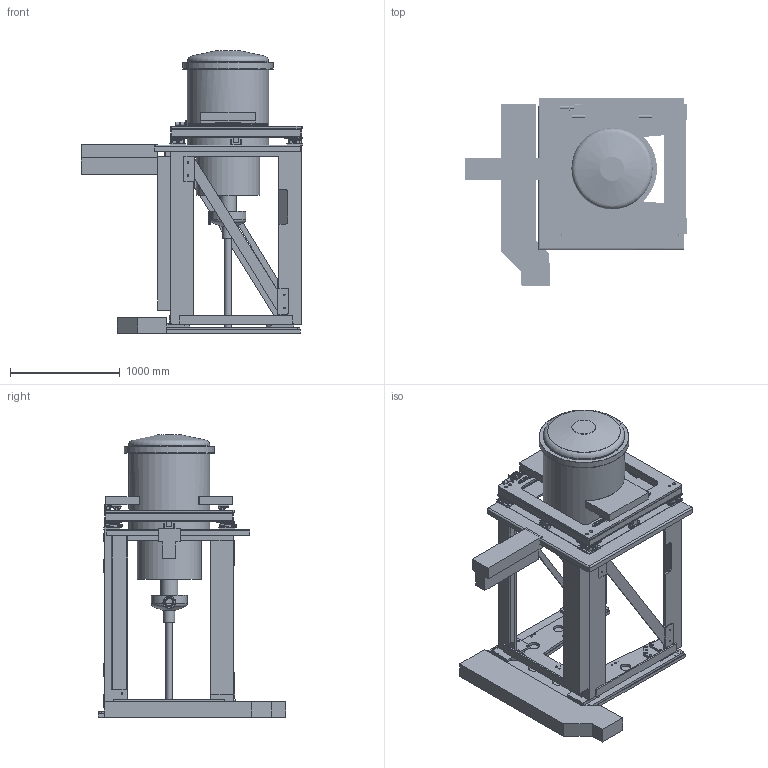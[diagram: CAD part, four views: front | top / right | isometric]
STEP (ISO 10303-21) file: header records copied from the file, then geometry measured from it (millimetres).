
FILE_DESCRIPTION(/* description */ (''),/* implementation_level */ '2;1');
FILE_NAME(/* name */ 'Hector_Full_Simpl.stp',/* time_stamp */ '2017-11-30T12:33:45+01:00',/* author */ (''),/* organization */ (''),/* preprocessor_version */ 'ST-DEVELOPER v16',/* originating_system */ 'SIEMENS PLM Software NX 10.0',/* authorisation */ '');
FILE_SCHEMA (('AUTOMOTIVE_DESIGN { 1 0 10303 214 3 1 1 1 }'));
Products named in the file (80): BL-DI-ABPM-AA08b_1; BL-DI-ABPM-AA08a_1; BL-DI-ABPM-AB02A_1; BL-DI-ABPM-AB02B_1; BL-DI-ABPM-AA06q_2; BL-DI-ABPM-AA06j_2; BL-DI-ABPM-AA06i_2; BL-DI-ABPM-AA06h_2; BL-DI-ABPM-AA06g_2; BL-DI-ABPM-AA06f_2; BL-DI-ABPM-AA06e_2; BL-DI-ABPM-AA06d_2; BL-DI-ABPM-AA06c_2; BL-DI-ABPM-AA06b_2; BL-DI-ABPM-AA06x_2; BL-DI-ABPM-AA06p_2; BL-DI-ABPM-AA06o_2; BL-DI-ABPM-AA06n_2; BL-DI-ABPM-AA06m_2; BL-DI-ABPM-AA06k_2; BL-DI-ABPM-AA06l_2; BL-DI-ABPM-AA06a_2; BL-DI-ABPM-AA06t_2; BL-DI-ABPM-AA06s_2; BL-DI-ABPM-AA06r_2; BL-DI-ABPM-AA06v_2; BL-DI-ABPM-AA06u_2; BL-DI-ABPM-AA06w_2; BL13-ME-BCEM-LA03_1; BL-DI-ABPM-LA02_2; BL-DI-ABPM-AA08_3; BL-DI-ABPM-AA07_3; BL13-ME-BCEM-LA04_1; 011790_1; BL-DI-ABPM-AB05_5; BL13-ME-BCEM-BAAB3_9; BL13-ME-BCEM-BAAB6_2; BL-DI-ABPM-AB04_5; Pin D4x16_2; DIN912_M2_5x8_2 ...
Assembly tree (110 placements, depth 8):
  Hector_Simpl
    BL29-ME-HSDD-A001_A
    BL29-CE-TRAY-0002_A
    BL29-ME-XMCD-EA01_A  x4
    BL29-ME-XMCD-EA03_A
    BL29-ME-XMCD-EA02_A
    BL29-ME-XMCD-A000_8
      CF114-70T_1
    BL29-ME-XMCD-E000_15
      BL29-ME-XMCD-EA00_1
        ass xmcd_4
        tirante 3_2
        tirante 5_2
        tirante 4_2
        xmcd_4
      BL29-ME-XMCD-EB00_9
        BL29_XMCD_adjusting_part_1_3  x4
        AIRLOC-2120KSKC_2  x4
        BL29_XMCD_SLIDES_ASM_3_8
          LM guide HSR_HSR25 HAM 2+600L_HSR25 HAM_THK_BA5F5_29DB826_5  x2
            00001392_1224040790_0003_1_1
            00001392_1224040790_0003_1 Duplicate12_1
            00001392_1224040790_0003_1 Duplicate13_1
            00001392_1224040790_0003_2
          BL-DI-ABPM-LA00_11
            LAB-OP-FAEQ-A2024_2
            011769_2  x2
            011770_2  x6
            BL-DI-ABPM-AA05_4
            BL13-ME-BCEM-BAAB_21
              BL-DI-ABPM-AB04_5
              BL-DI-ABPM-AA06_4  x2
                BL-DI-ABPM-AA06w_2
                BL-DI-ABPM-AA06u_2
                BL-DI-ABPM-AA06v_2
                BL-DI-ABPM-AA06r_2
                BL-DI-ABPM-AA06s_2
                BL-DI-ABPM-AA06t_2
                BL-DI-ABPM-AA06a_2
                BL-DI-ABPM-AA06l_2
                BL-DI-ABPM-AA06k_2
                BL-DI-ABPM-AA06m_2
                BL-DI-ABPM-AA06n_2
                BL-DI-ABPM-AA06o_2
                BL-DI-ABPM-AA06p_2
                BL-DI-ABPM-AA06x_2
                BL-DI-ABPM-AA06b_2
                BL-DI-ABPM-AA06c_2
                BL-DI-ABPM-AA06d_2
                BL-DI-ABPM-AA06e_2
                BL-DI-ABPM-AA06f_2
                BL-DI-ABPM-AA06g_2
                BL-DI-ABPM-AA06h_2
                BL-DI-ABPM-AA06i_2
                BL-DI-ABPM-AA06j_2
                BL-DI-ABPM-AA06q_2
              BL13-ME-BCEM-BAAB6_2  x4
              BL13-ME-BCEM-BAAB3_9
              BL-DI-ABPM-AB05_5
              011790_1  x4
Bounding box: 2014.3 x 1705 x 2570.34 mm (x, y, z)
Volume: 400882158.7 mm3; surface area: 36979998.6 mm2
Topology: 130 solids, 139 shells, 4021 faces, 10398 edges, 6703 vertices
Faces by surface type: plane 1929, cylinder 1290, cone 505, torus 179, sphere 96, bspline 22
Full cylindrical faces by diameter (mm): 2 x1, 2.3 x16, 2.5 x16, 3 x8, 3.3 x2, 3.4 x16, 3.5 x20, 4 x12, 4.2 x6, 4.5 x6, 5 x24, 5.05 x6, 5.19 x8, 5.5 x10, 6 x27, 6.5 x16, 6.8 x32, 7 x60, 8 x13, 8.5 x30, 9 x23, 10 x6, 10.2 x18, 10.5 x2, 11 x52, 12 x4, 13 x12, 14 x65, 16 x3, 17 x11
Entity records: 72479 total; most frequent: CARTESIAN_POINT 13151, DIRECTION 12648, ORIENTED_EDGE 10430, EDGE_CURVE 5225, AXIS2_PLACEMENT_3D 5083, EDGE_LOOP 3781, VERTEX_POINT 3778, LINE 2482
